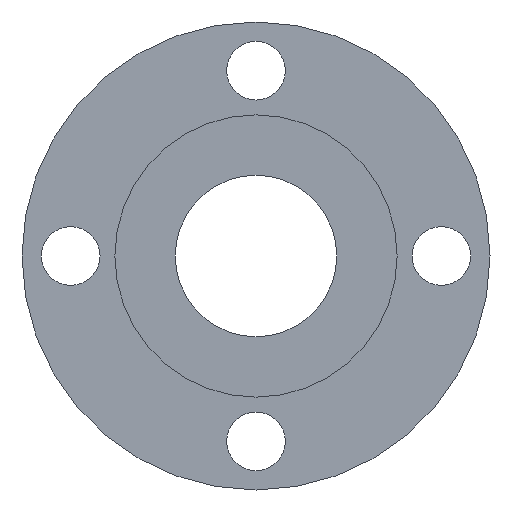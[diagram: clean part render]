
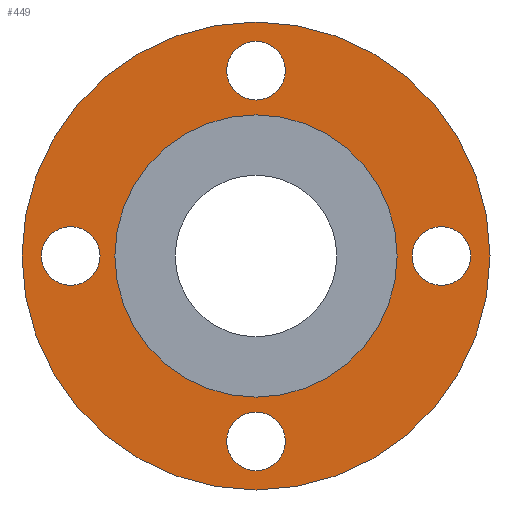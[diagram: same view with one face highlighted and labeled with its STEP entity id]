
A CAD part, front view. The second image highlights one B-rep face of the part: STEP entity #449.
In plain terms, the highlighted planar face has unit normal (0, -1, 0).
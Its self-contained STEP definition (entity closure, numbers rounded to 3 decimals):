
#20 = EDGE_LOOP ( 'NONE', ( #127, #492 ) ) ;
#23 = ORIENTED_EDGE ( 'NONE', *, *, #327, .F. ) ;
#27 = DIRECTION ( 'NONE',  ( 0., -1., 0. ) ) ;
#34 = CIRCLE ( 'NONE', #753, 45.95 ) ;
#37 = VERTEX_POINT ( 'NONE', #398 ) ;
#42 = ORIENTED_EDGE ( 'NONE', *, *, #181, .F. ) ;
#47 = DIRECTION ( 'NONE',  ( 0., 0., 1. ) ) ;
#53 = VERTEX_POINT ( 'NONE', #828 ) ;
#58 = EDGE_CURVE ( 'NONE', #564, #643, #644, .T. ) ;
#62 = DIRECTION ( 'NONE',  ( 0., -1., 0. ) ) ;
#63 = ORIENTED_EDGE ( 'NONE', *, *, #101, .F. ) ;
#68 = AXIS2_PLACEMENT_3D ( 'NONE', #163, #872, #789 ) ;
#80 = CARTESIAN_POINT ( 'NONE',  ( 50.8, 1.6, 0. ) ) ;
#82 = DIRECTION ( 'NONE',  ( 0., 1., 0. ) ) ;
#85 = CARTESIAN_POINT ( 'NONE',  ( 0., 1.6, 50.8 ) ) ;
#88 = EDGE_LOOP ( 'NONE', ( #149, #607 ) ) ;
#99 = CIRCLE ( 'NONE', #406, 9.55 ) ;
#101 = EDGE_CURVE ( 'NONE', #595, #190, #244, .T. ) ;
#103 = DIRECTION ( 'NONE',  ( 0., 0., 1. ) ) ;
#127 = ORIENTED_EDGE ( 'NONE', *, *, #58, .F. ) ;
#143 = EDGE_LOOP ( 'NONE', ( #42, #23 ) ) ;
#148 = CARTESIAN_POINT ( 'NONE',  ( 0., 1.6, 60.35 ) ) ;
#149 = ORIENTED_EDGE ( 'NONE', *, *, #319, .F. ) ;
#153 = DIRECTION ( 'NONE',  ( 0., 0., 1. ) ) ;
#163 = CARTESIAN_POINT ( 'NONE',  ( -60.35, 1.6, 0. ) ) ;
#168 = AXIS2_PLACEMENT_3D ( 'NONE', #349, #62, #344 ) ;
#173 = DIRECTION ( 'NONE',  ( 0., 1., 0. ) ) ;
#179 = CARTESIAN_POINT ( 'NONE',  ( 60.35, 1.6, 0. ) ) ;
#181 = EDGE_CURVE ( 'NONE', #576, #510, #351, .T. ) ;
#190 = VERTEX_POINT ( 'NONE', #85 ) ;
#198 = DIRECTION ( 'NONE',  ( 0., -1., 0. ) ) ;
#203 = AXIS2_PLACEMENT_3D ( 'NONE', #866, #241, #103 ) ;
#210 = DIRECTION ( 'NONE',  ( 0., -1., 0. ) ) ;
#221 = EDGE_CURVE ( 'NONE', #502, #53, #422, .T. ) ;
#230 = AXIS2_PLACEMENT_3D ( 'NONE', #428, #82, #153 ) ;
#237 = CARTESIAN_POINT ( 'NONE',  ( 0., 1.6, 60.35 ) ) ;
#241 = DIRECTION ( 'NONE',  ( 0., 1., 0. ) ) ;
#244 = CIRCLE ( 'NONE', #642, 9.55 ) ;
#255 = PLANE ( 'NONE',  #900 ) ;
#256 = EDGE_LOOP ( 'NONE', ( #696, #341 ) ) ;
#260 = FACE_BOUND ( 'NONE', #256, .T. ) ;
#276 = VERTEX_POINT ( 'NONE', #792 ) ;
#280 = VERTEX_POINT ( 'NONE', #721 ) ;
#287 = CIRCLE ( 'NONE', #302, 9.55 ) ;
#292 = EDGE_CURVE ( 'NONE', #37, #276, #99, .T. ) ;
#301 = CIRCLE ( 'NONE', #203, 76.2 ) ;
#302 = AXIS2_PLACEMENT_3D ( 'NONE', #237, #27, #444 ) ;
#315 = AXIS2_PLACEMENT_3D ( 'NONE', #651, #556, #909 ) ;
#319 = EDGE_CURVE ( 'NONE', #280, #720, #301, .T. ) ;
#327 = EDGE_CURVE ( 'NONE', #510, #576, #511, .T. ) ;
#340 = CARTESIAN_POINT ( 'NONE',  ( -69.9, 1.6, 0. ) ) ;
#341 = ORIENTED_EDGE ( 'NONE', *, *, #901, .T. ) ;
#344 = DIRECTION ( 'NONE',  ( 0., 0., -1. ) ) ;
#349 = CARTESIAN_POINT ( 'NONE',  ( 0., 1.6, -60.35 ) ) ;
#351 = CIRCLE ( 'NONE', #315, 9.55 ) ;
#392 = FACE_BOUND ( 'NONE', #143, .T. ) ;
#398 = CARTESIAN_POINT ( 'NONE',  ( 0., 1.6, -50.8 ) ) ;
#400 = CARTESIAN_POINT ( 'NONE',  ( 0., 1.6, 0. ) ) ;
#406 = AXIS2_PLACEMENT_3D ( 'NONE', #665, #445, #798 ) ;
#422 = CIRCLE ( 'NONE', #230, 45.95 ) ;
#428 = CARTESIAN_POINT ( 'NONE',  ( 0., 1.6, 0. ) ) ;
#444 = DIRECTION ( 'NONE',  ( 0., 0., 1. ) ) ;
#445 = DIRECTION ( 'NONE',  ( 0., -1., 0. ) ) ;
#449 = ADVANCED_FACE ( 'NONE', ( #392, #890, #816, #738, #260, #673 ), #255, .T. ) ;
#453 = DIRECTION ( 'NONE',  ( 0., 0., 1. ) ) ;
#457 = CARTESIAN_POINT ( 'NONE',  ( 60.35, 1.6, 0. ) ) ;
#461 = ORIENTED_EDGE ( 'NONE', *, *, #292, .F. ) ;
#465 = DIRECTION ( 'NONE',  ( 1., 0., 0. ) ) ;
#492 = ORIENTED_EDGE ( 'NONE', *, *, #850, .F. ) ;
#502 = VERTEX_POINT ( 'NONE', #687 ) ;
#510 = VERTEX_POINT ( 'NONE', #340 ) ;
#511 = CIRCLE ( 'NONE', #68, 9.55 ) ;
#520 = EDGE_CURVE ( 'NONE', #720, #280, #758, .T. ) ;
#533 = DIRECTION ( 'NONE',  ( 0., -1., 0. ) ) ;
#542 = EDGE_LOOP ( 'NONE', ( #899, #63 ) ) ;
#553 = AXIS2_PLACEMENT_3D ( 'NONE', #825, #678, #47 ) ;
#556 = DIRECTION ( 'NONE',  ( 0., -1., 0. ) ) ;
#564 = VERTEX_POINT ( 'NONE', #80 ) ;
#576 = VERTEX_POINT ( 'NONE', #690 ) ;
#595 = VERTEX_POINT ( 'NONE', #831 ) ;
#607 = ORIENTED_EDGE ( 'NONE', *, *, #520, .F. ) ;
#632 = CARTESIAN_POINT ( 'NONE',  ( 69.9, 1.6, 0. ) ) ;
#642 = AXIS2_PLACEMENT_3D ( 'NONE', #148, #210, #645 ) ;
#643 = VERTEX_POINT ( 'NONE', #632 ) ;
#644 = CIRCLE ( 'NONE', #829, 9.55 ) ;
#645 = DIRECTION ( 'NONE',  ( 0., 0., 1. ) ) ;
#651 = CARTESIAN_POINT ( 'NONE',  ( -60.35, 1.6, 0. ) ) ;
#656 = EDGE_CURVE ( 'NONE', #276, #37, #845, .T. ) ;
#665 = CARTESIAN_POINT ( 'NONE',  ( 0., 1.6, -60.35 ) ) ;
#673 = FACE_OUTER_BOUND ( 'NONE', #88, .T. ) ;
#678 = DIRECTION ( 'NONE',  ( 0., 1., 0. ) ) ;
#684 = ORIENTED_EDGE ( 'NONE', *, *, #656, .F. ) ;
#687 = CARTESIAN_POINT ( 'NONE',  ( 0., 1.6, 45.95 ) ) ;
#690 = CARTESIAN_POINT ( 'NONE',  ( -50.8, 1.6, 0. ) ) ;
#696 = ORIENTED_EDGE ( 'NONE', *, *, #221, .T. ) ;
#720 = VERTEX_POINT ( 'NONE', #727 ) ;
#721 = CARTESIAN_POINT ( 'NONE',  ( 0., 1.6, 76.2 ) ) ;
#727 = CARTESIAN_POINT ( 'NONE',  ( 0., 1.6, -76.2 ) ) ;
#738 = FACE_BOUND ( 'NONE', #763, .T. ) ;
#752 = EDGE_CURVE ( 'NONE', #190, #595, #287, .T. ) ;
#753 = AXIS2_PLACEMENT_3D ( 'NONE', #400, #173, #453 ) ;
#754 = DIRECTION ( 'NONE',  ( 1., 0., 0. ) ) ;
#758 = CIRCLE ( 'NONE', #553, 76.2 ) ;
#763 = EDGE_LOOP ( 'NONE', ( #461, #684 ) ) ;
#789 = DIRECTION ( 'NONE',  ( -1., 0., 0. ) ) ;
#792 = CARTESIAN_POINT ( 'NONE',  ( 0., 1.6, -69.9 ) ) ;
#798 = DIRECTION ( 'NONE',  ( 0., 0., -1. ) ) ;
#816 = FACE_BOUND ( 'NONE', #20, .T. ) ;
#821 = CARTESIAN_POINT ( 'NONE',  ( 0., 1.6, 45.95 ) ) ;
#825 = CARTESIAN_POINT ( 'NONE',  ( 0., 1.6, 0. ) ) ;
#828 = CARTESIAN_POINT ( 'NONE',  ( 0., 1.6, -45.95 ) ) ;
#829 = AXIS2_PLACEMENT_3D ( 'NONE', #179, #198, #754 ) ;
#831 = CARTESIAN_POINT ( 'NONE',  ( 0., 1.6, 69.9 ) ) ;
#839 = CIRCLE ( 'NONE', #840, 9.55 ) ;
#840 = AXIS2_PLACEMENT_3D ( 'NONE', #457, #889, #465 ) ;
#845 = CIRCLE ( 'NONE', #168, 9.55 ) ;
#850 = EDGE_CURVE ( 'NONE', #643, #564, #839, .T. ) ;
#866 = CARTESIAN_POINT ( 'NONE',  ( 0., 1.6, 0. ) ) ;
#872 = DIRECTION ( 'NONE',  ( 0., -1., 0. ) ) ;
#889 = DIRECTION ( 'NONE',  ( 0., -1., 0. ) ) ;
#890 = FACE_BOUND ( 'NONE', #542, .T. ) ;
#894 = DIRECTION ( 'NONE',  ( 0., 0., -1. ) ) ;
#899 = ORIENTED_EDGE ( 'NONE', *, *, #752, .F. ) ;
#900 = AXIS2_PLACEMENT_3D ( 'NONE', #821, #533, #894 ) ;
#901 = EDGE_CURVE ( 'NONE', #53, #502, #34, .T. ) ;
#909 = DIRECTION ( 'NONE',  ( -1., 0., 0. ) ) ;
